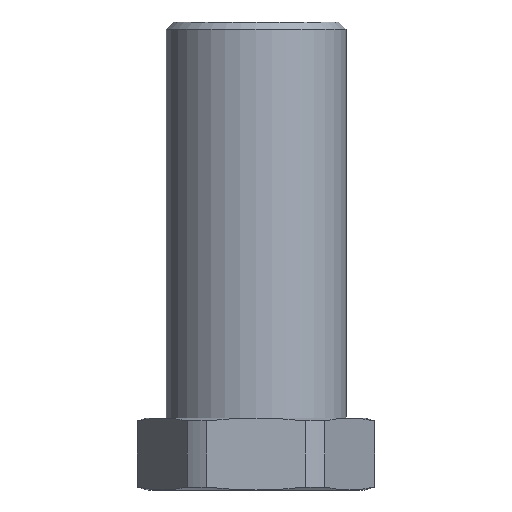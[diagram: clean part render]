
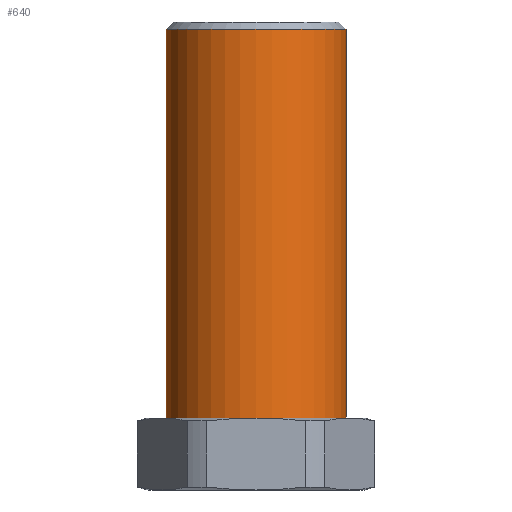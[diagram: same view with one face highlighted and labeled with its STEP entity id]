
A CAD part, front view. The second image highlights one B-rep face of the part: STEP entity #640.
In plain terms, the highlighted cylindrical face has radius 12.5 mm (diameter 25 mm), a partial arc.
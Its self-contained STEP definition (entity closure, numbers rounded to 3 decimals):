
#7 = DIRECTION ( 'NONE',  ( 0., 0., -1. ) ) ;
#31 = DIRECTION ( 'NONE',  ( 1., 0., 0. ) ) ;
#144 = CARTESIAN_POINT ( 'NONE',  ( 12.5, 0., 59. ) ) ;
#201 = DIRECTION ( 'NONE',  ( -1., 0., 0. ) ) ;
#207 = CARTESIAN_POINT ( 'NONE',  ( -12.5, 0., 59. ) ) ;
#218 = CARTESIAN_POINT ( 'NONE',  ( -12.5, 0., 60. ) ) ;
#220 = DIRECTION ( 'NONE',  ( 0., 0., -1. ) ) ;
#230 = DIRECTION ( 'NONE',  ( 0., 0., -1. ) ) ;
#296 = CARTESIAN_POINT ( 'NONE',  ( 0., 0., 59. ) ) ;
#310 = CARTESIAN_POINT ( 'NONE',  ( 12.5, 0., 5. ) ) ;
#319 = CARTESIAN_POINT ( 'NONE',  ( 0., 0., 60. ) ) ;
#395 = CARTESIAN_POINT ( 'NONE',  ( -12.5, 0., 5. ) ) ;
#442 = AXIS2_PLACEMENT_3D ( 'NONE', #319, #220, #201 ) ;
#451 = EDGE_CURVE ( 'NONE', #1043, #1041, #1141, .T. ) ;
#465 = EDGE_CURVE ( 'NONE', #1083, #1041, #1079, .T. ) ;
#479 = AXIS2_PLACEMENT_3D ( 'NONE', #685, #699, #683 ) ;
#516 = AXIS2_PLACEMENT_3D ( 'NONE', #296, #230, #31 ) ;
#531 = EDGE_CURVE ( 'NONE', #1035, #1083, #885, .T. ) ;
#624 = EDGE_CURVE ( 'NONE', #1043, #1035, #1051, .T. ) ;
#640 = ADVANCED_FACE ( 'NONE', ( #1184 ), #892, .T. ) ;
#683 = DIRECTION ( 'NONE',  ( 1., 0., 0. ) ) ;
#685 = CARTESIAN_POINT ( 'NONE',  ( 0., 0., 5. ) ) ;
#699 = DIRECTION ( 'NONE',  ( 0., 0., 1. ) ) ;
#705 = CARTESIAN_POINT ( 'NONE',  ( 12.5, 0., 60. ) ) ;
#725 = DIRECTION ( 'NONE',  ( 0., 0., -1. ) ) ;
#817 = EDGE_LOOP ( 'NONE', ( #1226, #1225, #1169, #1210 ) ) ;
#885 = LINE ( 'NONE', #218, #1076 ) ;
#892 = CYLINDRICAL_SURFACE ( 'NONE', #442, 12.5 ) ;
#1035 = VERTEX_POINT ( 'NONE', #207 ) ;
#1041 = VERTEX_POINT ( 'NONE', #310 ) ;
#1043 = VERTEX_POINT ( 'NONE', #144 ) ;
#1051 = CIRCLE ( 'NONE', #516, 12.5 ) ;
#1076 = VECTOR ( 'NONE', #7, 1000. ) ;
#1079 = CIRCLE ( 'NONE', #479, 12.5 ) ;
#1083 = VERTEX_POINT ( 'NONE', #395 ) ;
#1085 = VECTOR ( 'NONE', #725, 1000. ) ;
#1141 = LINE ( 'NONE', #705, #1085 ) ;
#1169 = ORIENTED_EDGE ( 'NONE', *, *, #531, .T. ) ;
#1184 = FACE_OUTER_BOUND ( 'NONE', #817, .T. ) ;
#1210 = ORIENTED_EDGE ( 'NONE', *, *, #465, .T. ) ;
#1225 = ORIENTED_EDGE ( 'NONE', *, *, #624, .T. ) ;
#1226 = ORIENTED_EDGE ( 'NONE', *, *, #451, .F. ) ;
